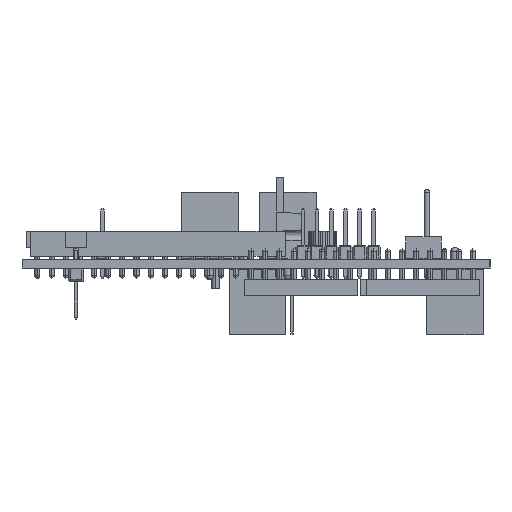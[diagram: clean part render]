
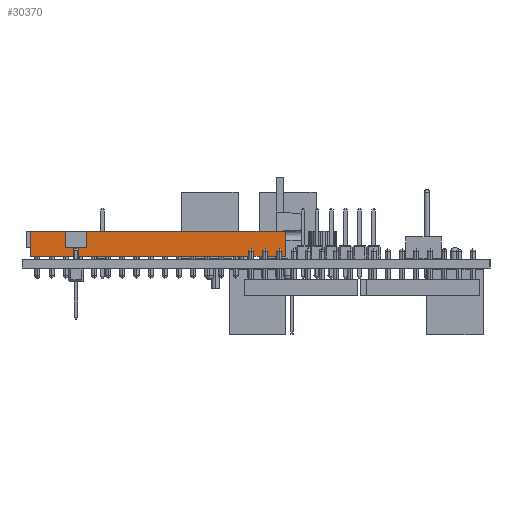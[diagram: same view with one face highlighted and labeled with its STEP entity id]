
A CAD part, left-side view. The second image highlights one B-rep face of the part: STEP entity #30370.
In plain terms, the highlighted face is planar.
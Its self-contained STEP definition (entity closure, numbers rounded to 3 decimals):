
#30370 = ADVANCED_FACE('',(#30371),#30405,.F.);
#30371 = FACE_BOUND('',#30372,.F.);
#30372 = EDGE_LOOP('',(#30373,#30383,#30391,#30399));
#30373 = ORIENTED_EDGE('',*,*,#30374,.T.);
#30374 = EDGE_CURVE('',#30375,#30377,#30379,.T.);
#30375 = VERTEX_POINT('',#30376);
#30376 = CARTESIAN_POINT('',(44.45,3.81,0.5));
#30377 = VERTEX_POINT('',#30378);
#30378 = CARTESIAN_POINT('',(44.45,3.81,5.));
#30379 = LINE('',#30380,#30381);
#30380 = CARTESIAN_POINT('',(44.45,3.81,0.5));
#30381 = VECTOR('',#30382,1.);
#30382 = DIRECTION('',(0.,0.,1.));
#30383 = ORIENTED_EDGE('',*,*,#30384,.T.);
#30384 = EDGE_CURVE('',#30377,#30385,#30387,.T.);
#30385 = VERTEX_POINT('',#30386);
#30386 = CARTESIAN_POINT('',(-1.27,3.81,5.));
#30387 = LINE('',#30388,#30389);
#30388 = CARTESIAN_POINT('',(44.45,3.81,5.));
#30389 = VECTOR('',#30390,1.);
#30390 = DIRECTION('',(-1.,0.,0.));
#30391 = ORIENTED_EDGE('',*,*,#30392,.F.);
#30392 = EDGE_CURVE('',#30393,#30385,#30395,.T.);
#30393 = VERTEX_POINT('',#30394);
#30394 = CARTESIAN_POINT('',(-1.27,3.81,0.5));
#30395 = LINE('',#30396,#30397);
#30396 = CARTESIAN_POINT('',(-1.27,3.81,0.5));
#30397 = VECTOR('',#30398,1.);
#30398 = DIRECTION('',(0.,0.,1.));
#30399 = ORIENTED_EDGE('',*,*,#30400,.F.);
#30400 = EDGE_CURVE('',#30375,#30393,#30401,.T.);
#30401 = LINE('',#30402,#30403);
#30402 = CARTESIAN_POINT('',(44.45,3.81,0.5));
#30403 = VECTOR('',#30404,1.);
#30404 = DIRECTION('',(-1.,0.,0.));
#30405 = PLANE('',#30406);
#30406 = AXIS2_PLACEMENT_3D('',#30407,#30408,#30409);
#30407 = CARTESIAN_POINT('',(44.45,3.81,0.5));
#30408 = DIRECTION('',(0.,-1.,0.));
#30409 = DIRECTION('',(-1.,0.,0.));
